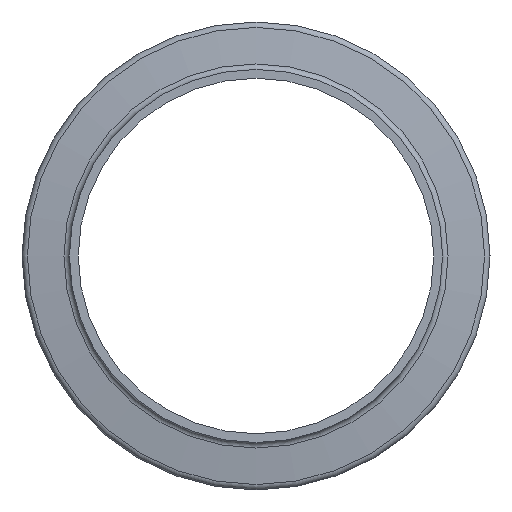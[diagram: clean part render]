
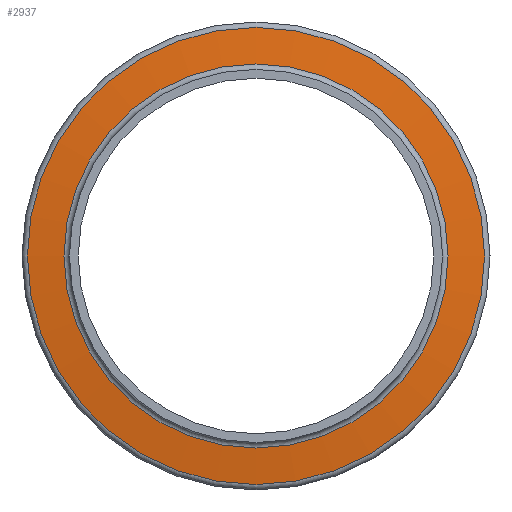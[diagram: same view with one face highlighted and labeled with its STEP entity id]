
A CAD part, left-side view. The second image highlights one B-rep face of the part: STEP entity #2937.
In plain terms, the highlighted conical face has half-angle 83.393 degrees and reference radius 7.717 mm.
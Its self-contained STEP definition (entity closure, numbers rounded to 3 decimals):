
#281 = CARTESIAN_POINT ( 'NONE',  ( 0.894, 0., 0. ) ) ;
#347 = EDGE_CURVE ( 'NONE', #526, #526, #1918, .T. ) ;
#383 = ORIENTED_EDGE ( 'NONE', *, *, #347, .T. ) ;
#398 = EDGE_LOOP ( 'NONE', ( #1912 ) ) ;
#414 = DIRECTION ( 'NONE',  ( 1., 0., 0. ) ) ;
#469 = CARTESIAN_POINT ( 'NONE',  ( 0.751, 0., 0. ) ) ;
#509 = AXIS2_PLACEMENT_3D ( 'NONE', #281, #2656, #2686 ) ;
#526 = VERTEX_POINT ( 'NONE', #1829 ) ;
#704 = EDGE_CURVE ( 'NONE', #1553, #1553, #3073, .T. ) ;
#1553 = VERTEX_POINT ( 'NONE', #3162 ) ;
#1605 = AXIS2_PLACEMENT_3D ( 'NONE', #3101, #1844, #2896 ) ;
#1651 = FACE_BOUND ( 'NONE', #2297, .T. ) ;
#1829 = CARTESIAN_POINT ( 'NONE',  ( 0.751, 0., -6.483 ) ) ;
#1844 = DIRECTION ( 'NONE',  ( 1., 0., 0. ) ) ;
#1912 = ORIENTED_EDGE ( 'NONE', *, *, #704, .F. ) ;
#1918 = CIRCLE ( 'NONE', #2741, 6.483 ) ;
#2259 = CONICAL_SURFACE ( 'NONE', #509, 7.717, 1.455 ) ;
#2287 = DIRECTION ( 'NONE',  ( 0., 0., -1. ) ) ;
#2297 = EDGE_LOOP ( 'NONE', ( #383 ) ) ;
#2393 = FACE_OUTER_BOUND ( 'NONE', #398, .T. ) ;
#2656 = DIRECTION ( 'NONE',  ( 1., 0., 0. ) ) ;
#2686 = DIRECTION ( 'NONE',  ( 0., 0., -1. ) ) ;
#2741 = AXIS2_PLACEMENT_3D ( 'NONE', #469, #414, #2287 ) ;
#2896 = DIRECTION ( 'NONE',  ( 0., 0., -1. ) ) ;
#2937 = ADVANCED_FACE ( 'NONE', ( #1651, #2393 ), #2259, .T. ) ;
#3073 = CIRCLE ( 'NONE', #1605, 7.717 ) ;
#3101 = CARTESIAN_POINT ( 'NONE',  ( 0.894, 0., 0. ) ) ;
#3162 = CARTESIAN_POINT ( 'NONE',  ( 0.894, 0., -7.717 ) ) ;
